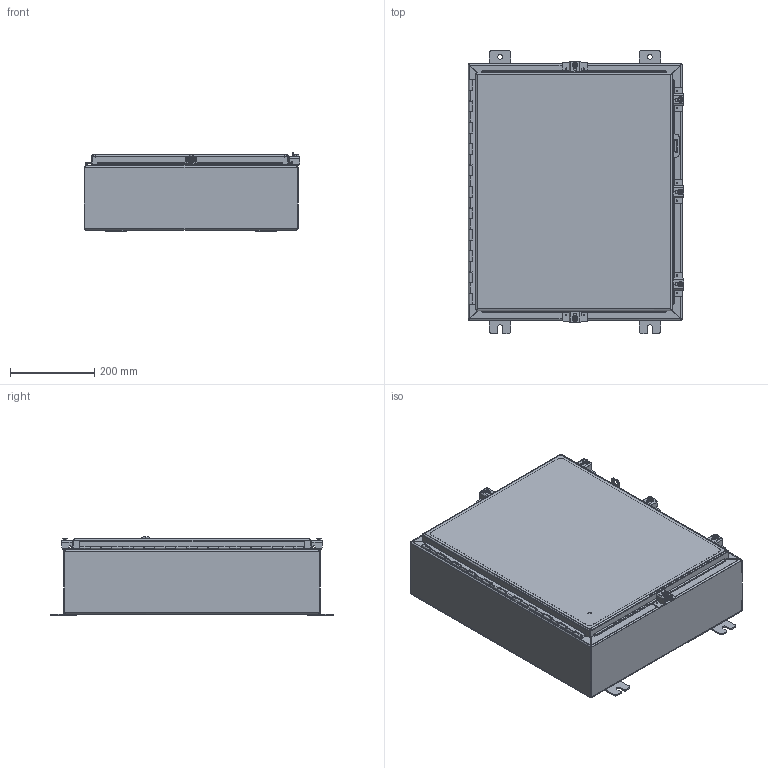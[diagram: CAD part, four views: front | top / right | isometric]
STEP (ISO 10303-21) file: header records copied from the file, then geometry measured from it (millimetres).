
FILE_DESCRIPTION(/* description */ ('MOUNTING FEET, N4 & N12, 2 X 2.5'),/* implementation_level */ '2;1');
FILE_NAME(/* name */ 'SSN4242006.stp',/* time_stamp */ '2016-11-04T18:53:36+05:00',/* author */ ('sdirisala'),/* organization */ ('HUBBELL WIEGMANN'),/* preprocessor_version */ 'ST-DEVELOPER v16.1',/* originating_system */ 'Autodesk Inventor 2016',/* authorisation */ 'MATTHEW SUMMERS');
FILE_SCHEMA (('AUTOMOTIVE_DESIGN { 1 0 10303 214 3 1 1 }'));
Length unit declared in the file: inch
Products named in the file (19): 34871; 38412; SSN4242006BKP; 32912; 22x18; 38846; SSN42420LID; 328138L; 328138T; 328138P; 328138; 38859; HFW30828 & HFW30829 CLAMP; HFW30828 & HFW30829 SCREW; HFW30828 & HFW30829 WASHER; 30818; HFW30828 & HFW30829 SPRING; HFW30828; SSN4242006
Assembly tree (32 placements, depth 3):
  SSN4242006
    34871  x4
    38412
    SSN4242006BKP
    32912
    22x18
    38846
    SSN42420LID
    328138
      328138L
      328138T
      328138P
    38859  x4
    HFW30828  x5
      HFW30828 & HFW30829 CLAMP
      HFW30828 & HFW30829 SCREW
      HFW30828 & HFW30829 WASHER
      HFW30828 & HFW30829 SPRING
    30818  x5
Bounding box: 512.65 x 673.1 x 186.82 mm (x, y, z)
Volume: 1880318.7 mm3; surface area: 2352208.8 mm2
Topology: 37 solids, 117 shells, 1292 faces, 3322 edges, 2227 vertices
Faces by surface type: plane 644, cylinder 359, bspline 202, cone 56, torus 31
Full cylindrical faces by diameter (mm): 2.794 x20, 3.048 x1, 3.967 x1, 5.359 x5, 6.35 x1, 7.163 x5, 8.382 x8, 8.56 x1, 8.89 x5, 11.125 x4, 12.7 x1, 13.208 x5, 15.875 x9
Entity records: 27253 total; most frequent: CARTESIAN_POINT 10246, ORIENTED_EDGE 3356, DIRECTION 3181, EDGE_CURVE 1708, VERTEX_POINT 1104, LINE 1079, VECTOR 1079, AXIS2_PLACEMENT_3D 1051
